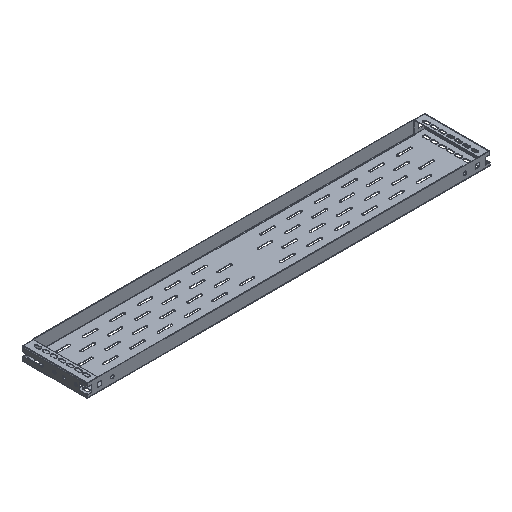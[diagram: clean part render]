
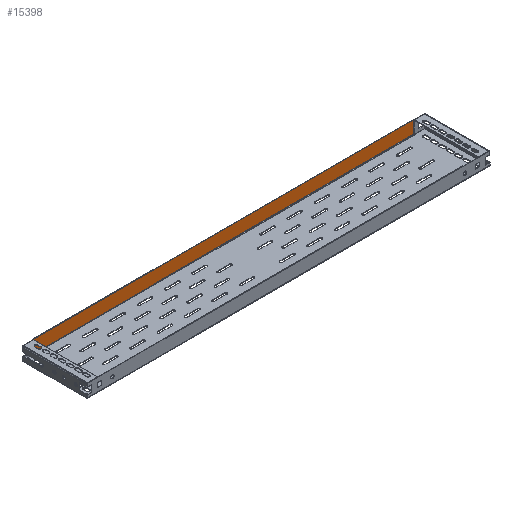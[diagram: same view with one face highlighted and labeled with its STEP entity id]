
A CAD part, isometric view. The second image highlights one B-rep face of the part: STEP entity #15398.
In plain terms, the highlighted planar face has unit normal (0, -1, 0).
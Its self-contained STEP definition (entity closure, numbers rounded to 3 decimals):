
#155 = CARTESIAN_POINT ( 'NONE',  ( -424., 71.75, 28.5 ) ) ;
#469 = CARTESIAN_POINT ( 'NONE',  ( -424., 71.75, 28.5 ) ) ;
#523 = EDGE_CURVE ( 'NONE', #16585, #12948, #15604, .T. ) ;
#562 = ORIENTED_EDGE ( 'NONE', *, *, #5575, .F. ) ;
#607 = CARTESIAN_POINT ( 'NONE',  ( 424., 71.75, 0.6 ) ) ;
#937 = VECTOR ( 'NONE', #18908, 1000. ) ;
#1041 = DIRECTION ( 'NONE',  ( 0., -1., 0. ) ) ;
#1173 = ORIENTED_EDGE ( 'NONE', *, *, #17564, .F. ) ;
#1800 = EDGE_CURVE ( 'NONE', #12948, #7247, #5665, .T. ) ;
#2287 = AXIS2_PLACEMENT_3D ( 'NONE', #9926, #1041, #4063 ) ;
#2576 = PLANE ( 'NONE',  #2287 ) ;
#2694 = CARTESIAN_POINT ( 'NONE',  ( 424., 71.75, 0.6 ) ) ;
#2893 = DIRECTION ( 'NONE',  ( 0., 0., -1. ) ) ;
#4063 = DIRECTION ( 'NONE',  ( 0., 0., -1. ) ) ;
#4415 = CARTESIAN_POINT ( 'NONE',  ( 424., 71.75, 28.5 ) ) ;
#5575 = EDGE_CURVE ( 'NONE', #13427, #16585, #16587, .T. ) ;
#5665 = LINE ( 'NONE', #10246, #16984 ) ;
#7247 = VERTEX_POINT ( 'NONE', #607 ) ;
#7300 = VECTOR ( 'NONE', #8089, 1000. ) ;
#7306 = CARTESIAN_POINT ( 'NONE',  ( -424., 71.75, 0.6 ) ) ;
#8089 = DIRECTION ( 'NONE',  ( 1., 0., 0. ) ) ;
#8306 = LINE ( 'NONE', #2694, #937 ) ;
#8807 = ORIENTED_EDGE ( 'NONE', *, *, #1800, .F. ) ;
#9926 = CARTESIAN_POINT ( 'NONE',  ( -424., 71.75, 28.5 ) ) ;
#10246 = CARTESIAN_POINT ( 'NONE',  ( 424., 71.75, 28.5 ) ) ;
#10476 = FACE_OUTER_BOUND ( 'NONE', #12230, .T. ) ;
#10788 = DIRECTION ( 'NONE',  ( 0., 0., 1. ) ) ;
#12230 = EDGE_LOOP ( 'NONE', ( #562, #1173, #8807, #15136 ) ) ;
#12660 = VECTOR ( 'NONE', #10788, 1000. ) ;
#12948 = VERTEX_POINT ( 'NONE', #4415 ) ;
#13427 = VERTEX_POINT ( 'NONE', #7306 ) ;
#15136 = ORIENTED_EDGE ( 'NONE', *, *, #523, .F. ) ;
#15398 = ADVANCED_FACE ( 'NONE', ( #10476 ), #2576, .T. ) ;
#15604 = LINE ( 'NONE', #16941, #7300 ) ;
#16585 = VERTEX_POINT ( 'NONE', #155 ) ;
#16587 = LINE ( 'NONE', #469, #12660 ) ;
#16941 = CARTESIAN_POINT ( 'NONE',  ( 424., 71.75, 28.5 ) ) ;
#16984 = VECTOR ( 'NONE', #2893, 1000. ) ;
#17564 = EDGE_CURVE ( 'NONE', #7247, #13427, #8306, .T. ) ;
#18908 = DIRECTION ( 'NONE',  ( -1., 0., 0. ) ) ;
